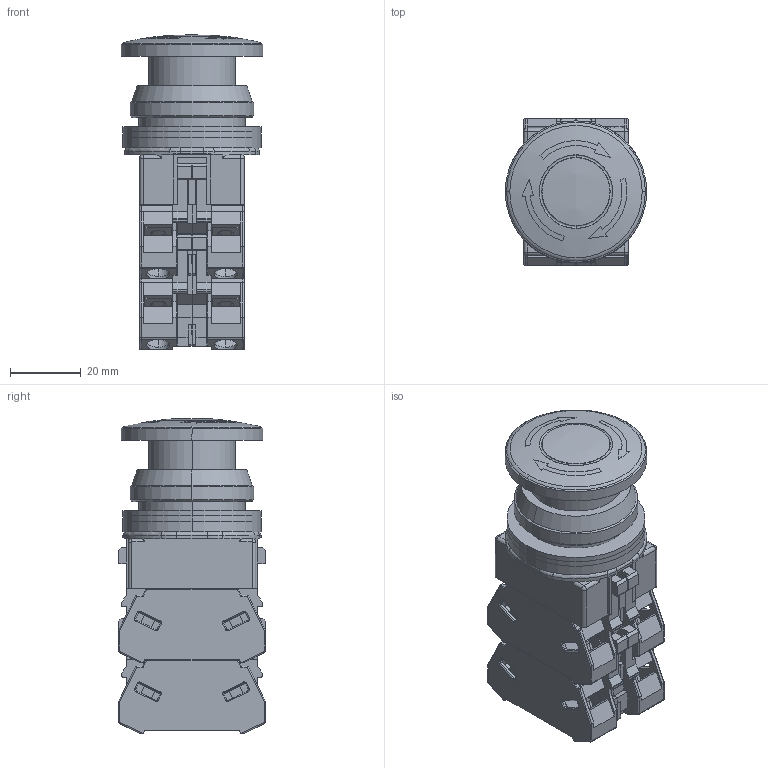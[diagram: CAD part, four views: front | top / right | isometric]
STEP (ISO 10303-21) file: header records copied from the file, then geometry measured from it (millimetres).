
FILE_DESCRIPTION (( 'STEP AP203' ), '1' );
FILE_NAME ('OUTSIDE-AVN3.STEP', '2017-05-30T08:29:55', ( '' ), ( '' ), 'SwSTEP 2.0', 'SolidWorks 2014', '' );
FILE_SCHEMA (( 'CONFIG_CONTROL_DESIGN' ));
Length unit declared in the file: millimetre
Products named in the file (6): OUTSIDE-AVN3; OUTSIDE-AVN3_BODY; OUTSIDE-OG-11; OUTSIDE-OW-12; OUTSIDE-HW-U; OUTSIDE-OW-11
Assembly tree (9 placements, depth 2):
  OUTSIDE-AVN3
    OUTSIDE-AVN3_BODY
    OUTSIDE-OW-12
    OUTSIDE-OW-11  x2
    OUTSIDE-OG-11
    OUTSIDE-HW-U  x4
Bounding box: 40 x 41.4 x 88.86 mm (x, y, z)
Volume: 82296.5 mm3; surface area: 35754.2 mm2
Topology: 10 solids, 10 shells, 1278 faces, 3465 edges, 2216 vertices
Faces by surface type: plane 743, cylinder 332, bspline 150, cone 28, torus 16, sphere 9
Entity records: 16612 total; most frequent: CARTESIAN_POINT 4430, ORIENTED_EDGE 2458, DIRECTION 2319, EDGE_CURVE 1229, LINE 807, VECTOR 807, VERTEX_POINT 790, AXIS2_PLACEMENT_3D 756
